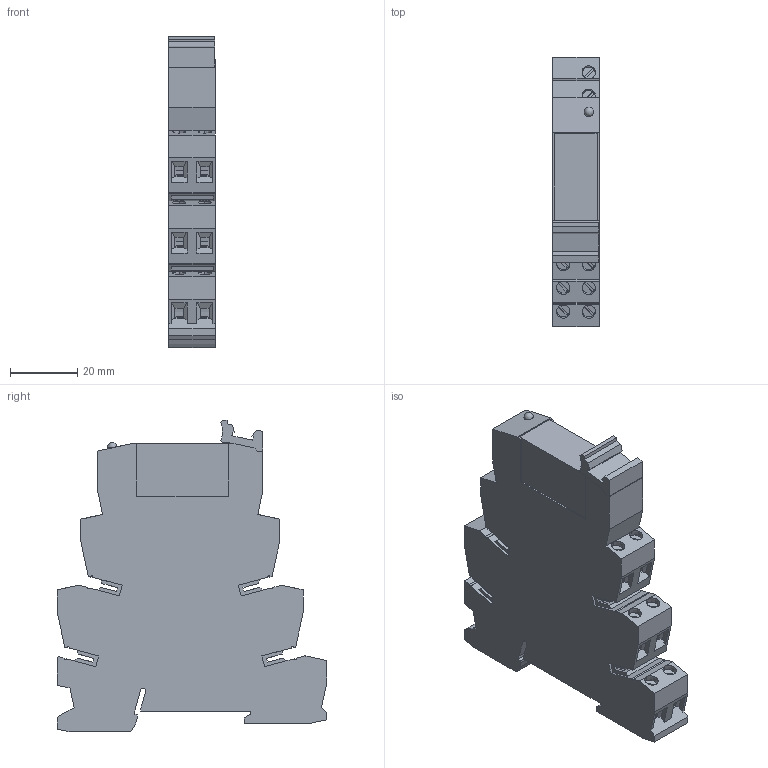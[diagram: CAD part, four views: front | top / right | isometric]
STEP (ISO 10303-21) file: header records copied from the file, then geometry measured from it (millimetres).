
FILE_DESCRIPTION(('Creo Elements/Direct Modeling STEP Export'),'2;1');
FILE_NAME('model.stp','2022-11-11T 6:10:56',(''),(''),'Creo Elements/Direct Modeling STEP processor for AP214 (Solid Model)','Creo Elements/Direct Modeling 20.1D 10-Oct-2020 (C) Parametric Technology GmbH','');
FILE_SCHEMA(('AUTOMOTIVE_DESIGN { 1 0 10303 214 1 1 1 1 }'));
Length unit declared in the file: millimetre
Products named in the file (3): PLC-BSC-14-ACT-Base-select; REL-MR-...C_21...-select; PLC-SC-14-ACT-REL_WH-Group-select
Assembly tree (2 placements, depth 2):
  PLC-SC-14-ACT-REL_WH-Group-select
    REL-MR-...C_21...-select
    PLC-BSC-14-ACT-Base-select
Bounding box: 13.9 x 80 x 92.6 mm (x, y, z)
Volume: 69425.6 mm3; surface area: 19984.6 mm2
Topology: 2 solids, 2 shells, 485 faces, 1331 edges, 920 vertices
Faces by surface type: plane 454, extrusion 16, cylinder 14, sphere 1
Entity records: 17264 total; most frequent: CARTESIAN_POINT 3583, ORIENTED_EDGE 2658, DIRECTION 2096, EDGE_CURVE 1329, VECTOR 1230, LINE 1214, VERTEX_POINT 920, EDGE_LOOP 557
